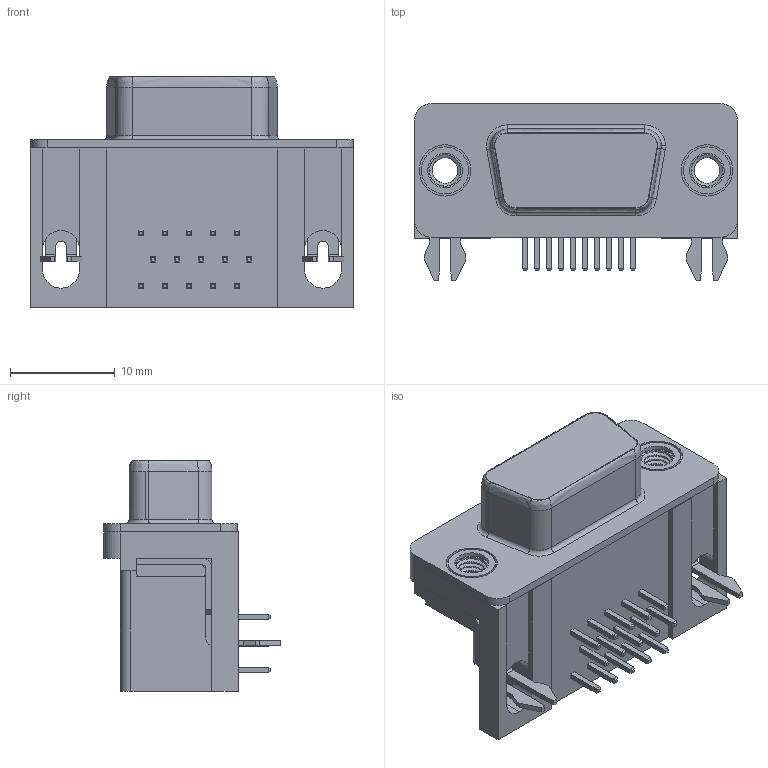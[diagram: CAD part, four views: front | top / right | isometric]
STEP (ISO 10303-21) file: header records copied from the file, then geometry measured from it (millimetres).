
FILE_DESCRIPTION (( 'STEP AP214' ), '1' );
FILE_NAME ('1-1734530-1..STEP', '2025-02-24T09:43:32', ( '' ), ( '' ), 'SwSTEP 2.0', 'SolidWorks 2021', '' );
FILE_SCHEMA (( 'AUTOMOTIVE_DESIGN' ));
Length unit declared in the file: millimetre
Products named in the file (1): 1-1734530-1.
Bounding box: 30.8 x 16.85 x 22 mm (x, y, z)
Volume: 4719 mm3; surface area: 4494.7 mm2
Topology: 21 solids, 21 shells, 412 faces, 1002 edges, 640 vertices
Faces by surface type: plane 280, cylinder 113, bspline 14, torus 5
Entity records: 16747 total; most frequent: CARTESIAN_POINT 7024, ORIENTED_EDGE 2004, DIRECTION 1843, EDGE_CURVE 1002, LINE 729, VECTOR 729, VERTEX_POINT 640, AXIS2_PLACEMENT_3D 557
